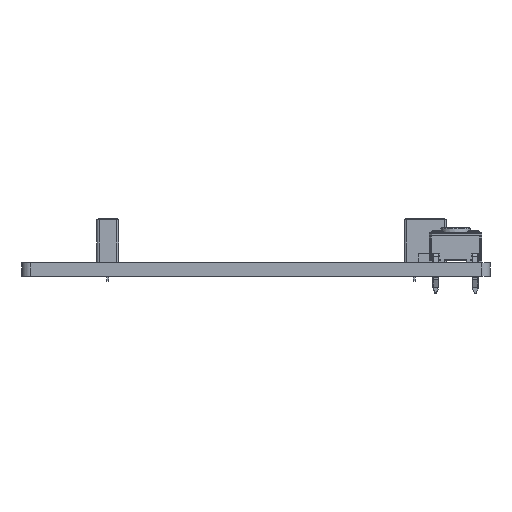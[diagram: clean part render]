
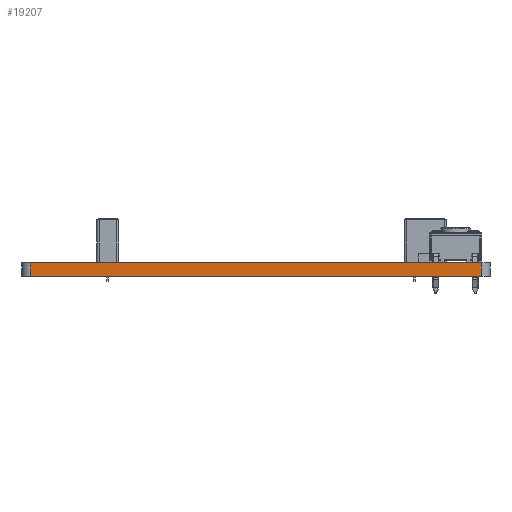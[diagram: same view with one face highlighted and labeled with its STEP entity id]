
A CAD part, left-side view. The second image highlights one B-rep face of the part: STEP entity #19207.
In plain terms, the highlighted planar face has unit normal (-1, 0, 0).
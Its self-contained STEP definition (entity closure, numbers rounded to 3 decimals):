
#1808=PLANE('',#21138);
#2380=FACE_OUTER_BOUND('',#3431,.T.);
#3431=EDGE_LOOP('',(#14514,#14515,#14516,#14517));
#5321=LINE('',#31263,#6391);
#5354=LINE('',#31338,#6424);
#5355=LINE('',#31340,#6425);
#5356=LINE('',#31341,#6426);
#6391=VECTOR('',#25384,10.);
#6424=VECTOR('',#25451,10.);
#6425=VECTOR('',#25454,10.);
#6426=VECTOR('',#25455,10.);
#9388=VERTEX_POINT('',#31260);
#9389=VERTEX_POINT('',#31262);
#9413=VERTEX_POINT('',#31334);
#9414=VERTEX_POINT('',#31336);
#11409=EDGE_CURVE('',#9388,#9389,#5321,.T.);
#11447=EDGE_CURVE('',#9413,#9414,#5354,.T.);
#11448=EDGE_CURVE('',#9388,#9413,#5355,.T.);
#11449=EDGE_CURVE('',#9389,#9414,#5356,.T.);
#14514=ORIENTED_EDGE('',*,*,#11448,.T.);
#14515=ORIENTED_EDGE('',*,*,#11447,.T.);
#14516=ORIENTED_EDGE('',*,*,#11449,.F.);
#14517=ORIENTED_EDGE('',*,*,#11409,.F.);
#19207=ADVANCED_FACE('',(#2380),#1808,.T.);
#21138=AXIS2_PLACEMENT_3D('',#31339,#25452,#25453);
#25384=DIRECTION('',(0.,0.,1.));
#25451=DIRECTION('',(0.,0.,1.));
#25452=DIRECTION('center_axis',(-1.,0.,0.));
#25453=DIRECTION('ref_axis',(0.,-1.,0.));
#25454=DIRECTION('',(0.,-1.,0.));
#25455=DIRECTION('',(0.,-1.,0.));
#31260=CARTESIAN_POINT('',(0.,52.34,0.));
#31262=CARTESIAN_POINT('',(0.,52.34,1.57));
#31263=CARTESIAN_POINT('',(0.,52.34,0.));
#31334=CARTESIAN_POINT('',(0.,1.,0.));
#31336=CARTESIAN_POINT('',(0.,1.,1.57));
#31338=CARTESIAN_POINT('',(0.,1.,0.));
#31339=CARTESIAN_POINT('Origin',(0.,52.34,0.));
#31340=CARTESIAN_POINT('',(0.,52.34,0.));
#31341=CARTESIAN_POINT('',(0.,52.34,1.57));
